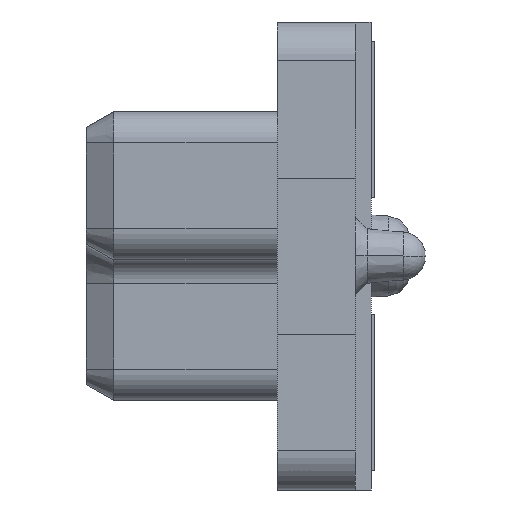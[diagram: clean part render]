
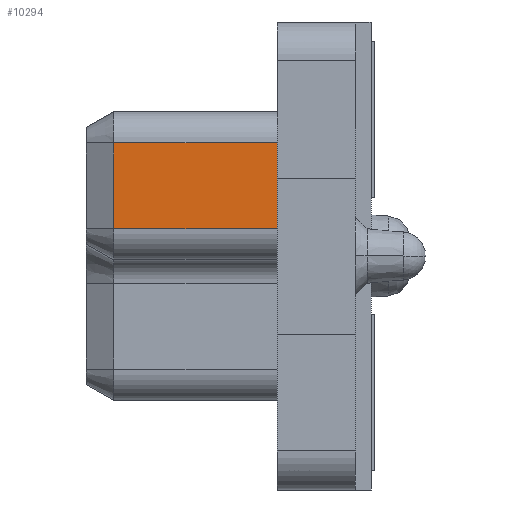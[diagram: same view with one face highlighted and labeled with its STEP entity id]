
A CAD part, left-side view. The second image highlights one B-rep face of the part: STEP entity #10294.
In plain terms, the highlighted planar face has unit normal (-1, 0, 0).
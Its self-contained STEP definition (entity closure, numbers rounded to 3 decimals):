
#863=DIRECTION('',(0.,0.,-1.));
#864=VECTOR('',#863,1.1);
#865=CARTESIAN_POINT('',(-14.075,1.2,1.45));
#866=LINE('8338',#865,#864);
#895=DIRECTION('',(0.,-1.,0.));
#896=VECTOR('',#895,2.1);
#897=CARTESIAN_POINT('',(-14.075,3.3,0.35));
#898=LINE('8339',#897,#896);
#903=DIRECTION('',(0.,1.,0.));
#904=VECTOR('',#903,2.1);
#905=CARTESIAN_POINT('',(-14.075,1.2,1.45));
#906=LINE('8335',#905,#904);
#1042=DIRECTION('',(0.,0.,1.));
#1043=VECTOR('',#1042,1.1);
#1044=CARTESIAN_POINT('',(-14.075,3.3,
0.35));
#1045=LINE('8340',#1044,#1043);
#7113=CARTESIAN_POINT('',(-14.075,1.2,1.45));
#7114=CARTESIAN_POINT('',(-14.075,3.3,1.45));
#7115=VERTEX_POINT('',#7113);
#7116=VERTEX_POINT('',#7114);
#7117=CARTESIAN_POINT('',(-14.075,1.2,0.35));
#7118=VERTEX_POINT('',#7117);
#7119=CARTESIAN_POINT('',(-14.075,3.3,
0.35));
#7120=VERTEX_POINT('',#7119);
#10281=CARTESIAN_POINT('',(-14.075,2.25,0.9));
#10282=DIRECTION('',(1.,0.,0.));
#10283=DIRECTION('',(0.,0.,1.));
#10284=AXIS2_PLACEMENT_3D('',#10281,#10282,#10283);
#10285=PLANE('7369',#10284);
#10287=ORIENTED_EDGE('8335',*,*,#10286,.F.);
#10288=ORIENTED_EDGE('8338',*,*,#10216,.T.);
#10289=ORIENTED_EDGE('8339',*,*,#10272,.F.);
#10291=ORIENTED_EDGE('8340',*,*,#10290,.T.);
#10292=EDGE_LOOP('7369',(#10287,#10288,#10289,#10291));
#10293=FACE_OUTER_BOUND('7369',#10292,.F.);
#10294=ADVANCED_FACE('7369',(#10293),#10285,.F.);
#10216=EDGE_CURVE('8338',#7115,#7118,#866,.T.);
#10272=EDGE_CURVE('8339',#7120,#7118,#898,.T.);
#10286=EDGE_CURVE('8335',#7115,#7116,#906,.T.);
#10290=EDGE_CURVE('8340',#7120,#7116,#1045,.T.);
